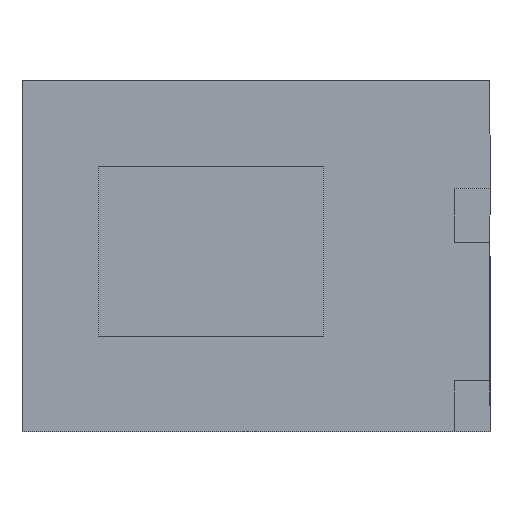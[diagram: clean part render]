
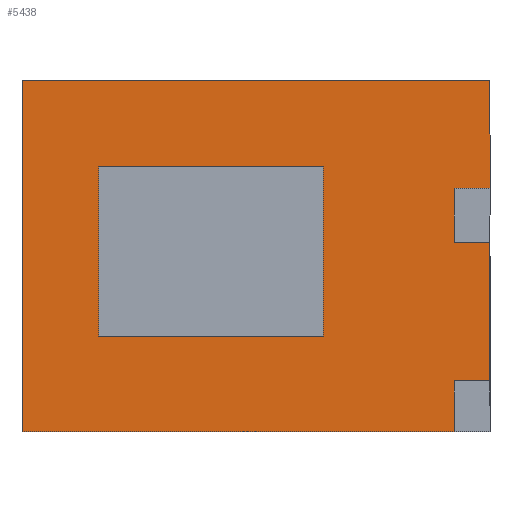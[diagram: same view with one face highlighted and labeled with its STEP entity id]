
A CAD part, left-side view. The second image highlights one B-rep face of the part: STEP entity #5438.
In plain terms, the highlighted planar face has unit normal (-1, 0, 0).
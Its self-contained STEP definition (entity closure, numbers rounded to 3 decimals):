
#512=FACE_BOUND('',#961,.T.);
#644=FACE_OUTER_BOUND('',#960,.T.);
#960=EDGE_LOOP('',(#4355,#4356,#4357,#4358,#4359,#4360,#4361,#4362,#4363,
#4364));
#961=EDGE_LOOP('',(#4365,#4366,#4367,#4368));
#1147=LINE('',#6583,#1656);
#1184=LINE('',#6657,#1693);
#1374=LINE('',#8154,#1883);
#1378=LINE('',#8161,#1887);
#1420=LINE('',#8740,#1929);
#1430=LINE('',#8759,#1939);
#1432=LINE('',#8763,#1941);
#1434=LINE('',#8768,#1943);
#1435=LINE('',#8769,#1944);
#1436=LINE('',#8771,#1945);
#1437=LINE('',#8772,#1946);
#1438=LINE('',#8773,#1947);
#1439=LINE('',#8775,#1948);
#1440=LINE('',#8776,#1949);
#1656=VECTOR('',#5781,10.);
#1693=VECTOR('',#5832,10.);
#1883=VECTOR('',#6122,10.);
#1887=VECTOR('',#6126,10.);
#1929=VECTOR('',#6186,10.);
#1939=VECTOR('',#6204,10.);
#1941=VECTOR('',#6208,10.);
#1943=VECTOR('',#6212,10.);
#1944=VECTOR('',#6213,10.);
#1945=VECTOR('',#6214,10.);
#1946=VECTOR('',#6215,10.);
#1947=VECTOR('',#6216,10.);
#1948=VECTOR('',#6217,10.);
#1949=VECTOR('',#6218,10.);
#2163=VERTEX_POINT('',#6579);
#2165=VERTEX_POINT('',#6582);
#2194=VERTEX_POINT('',#6655);
#2195=VERTEX_POINT('',#6656);
#2391=VERTEX_POINT('',#8151);
#2392=VERTEX_POINT('',#8153);
#2395=VERTEX_POINT('',#8160);
#2513=VERTEX_POINT('',#8738);
#2518=VERTEX_POINT('',#8757);
#2519=VERTEX_POINT('',#8762);
#2520=VERTEX_POINT('',#8766);
#2521=VERTEX_POINT('',#8767);
#2522=VERTEX_POINT('',#8770);
#2523=VERTEX_POINT('',#8774);
#2715=EDGE_CURVE('',#2165,#2163,#1147,.T.);
#2752=EDGE_CURVE('',#2194,#2195,#1184,.T.);
#3048=EDGE_CURVE('',#2391,#2392,#1374,.T.);
#3052=EDGE_CURVE('',#2395,#2195,#1378,.T.);
#3178=EDGE_CURVE('',#2513,#2194,#1420,.T.);
#3188=EDGE_CURVE('',#2518,#2513,#1430,.T.);
#3190=EDGE_CURVE('',#2519,#2165,#1432,.T.);
#3192=EDGE_CURVE('',#2520,#2521,#1434,.T.);
#3193=EDGE_CURVE('',#2521,#2395,#1435,.T.);
#3194=EDGE_CURVE('',#2518,#2522,#1436,.T.);
#3195=EDGE_CURVE('',#2392,#2522,#1437,.T.);
#3196=EDGE_CURVE('',#2391,#2520,#1438,.T.);
#3197=EDGE_CURVE('',#2523,#2163,#1439,.T.);
#3198=EDGE_CURVE('',#2523,#2519,#1440,.T.);
#4355=ORIENTED_EDGE('',*,*,#3192,.T.);
#4356=ORIENTED_EDGE('',*,*,#3193,.T.);
#4357=ORIENTED_EDGE('',*,*,#3052,.T.);
#4358=ORIENTED_EDGE('',*,*,#2752,.F.);
#4359=ORIENTED_EDGE('',*,*,#3178,.F.);
#4360=ORIENTED_EDGE('',*,*,#3188,.F.);
#4361=ORIENTED_EDGE('',*,*,#3194,.T.);
#4362=ORIENTED_EDGE('',*,*,#3195,.F.);
#4363=ORIENTED_EDGE('',*,*,#3048,.F.);
#4364=ORIENTED_EDGE('',*,*,#3196,.T.);
#4365=ORIENTED_EDGE('',*,*,#3197,.F.);
#4366=ORIENTED_EDGE('',*,*,#3198,.T.);
#4367=ORIENTED_EDGE('',*,*,#3190,.T.);
#4368=ORIENTED_EDGE('',*,*,#2715,.T.);
#5250=PLANE('',#5694);
#5438=ADVANCED_FACE('',(#644,#512),#5250,.T.);
#5694=AXIS2_PLACEMENT_3D('',#8765,#6210,#6211);
#5781=DIRECTION('',(0.,0.,-1.));
#5832=DIRECTION('',(0.,-1.,0.));
#6122=DIRECTION('',(0.,0.,-1.));
#6126=DIRECTION('',(0.,0.,1.));
#6186=DIRECTION('',(0.,0.,1.));
#6204=DIRECTION('',(0.,1.,0.));
#6208=DIRECTION('',(0.,-1.,0.));
#6210=DIRECTION('center_axis',(-1.,0.,0.));
#6211=DIRECTION('ref_axis',(0.,-1.,0.));
#6212=DIRECTION('',(0.,0.,1.));
#6213=DIRECTION('',(0.,-1.,0.));
#6214=DIRECTION('',(0.,0.,1.));
#6215=DIRECTION('',(0.,1.,0.));
#6216=DIRECTION('',(0.,1.,0.));
#6217=DIRECTION('',(0.,-1.,0.));
#6218=DIRECTION('',(0.,0.,1.));
#6579=CARTESIAN_POINT('',(7.,44.,21.));
#6582=CARTESIAN_POINT('',(7.,44.,59.));
#6583=CARTESIAN_POINT('',(7.,44.,10.));
#6655=CARTESIAN_POINT('',(7.,111.,78.));
#6656=CARTESIAN_POINT('',(7.,7.,78.));
#6657=CARTESIAN_POINT('',(7.,103.,78.));
#8151=CARTESIAN_POINT('',(7.,7.,42.));
#8153=CARTESIAN_POINT('',(7.,7.,11.25));
#8154=CARTESIAN_POINT('',(7.,7.,21.));
#8160=CARTESIAN_POINT('',(7.,7.,54.));
#8161=CARTESIAN_POINT('',(7.,7.,0.));
#8738=CARTESIAN_POINT('',(7.,111.,0.));
#8740=CARTESIAN_POINT('',(7.,111.,73.));
#8757=CARTESIAN_POINT('',(7.,15.,0.));
#8759=CARTESIAN_POINT('',(7.,103.,0.));
#8762=CARTESIAN_POINT('',(7.,94.,59.));
#8763=CARTESIAN_POINT('',(7.,85.,59.));
#8765=CARTESIAN_POINT('Origin',(7.,106.,0.));
#8766=CARTESIAN_POINT('',(7.,15.,42.));
#8767=CARTESIAN_POINT('',(7.,15.,54.));
#8768=CARTESIAN_POINT('',(7.,15.,25.));
#8769=CARTESIAN_POINT('',(7.,56.5,54.));
#8770=CARTESIAN_POINT('',(7.,15.,11.25));
#8771=CARTESIAN_POINT('',(7.,15.,25.));
#8772=CARTESIAN_POINT('',(7.,7.,11.25));
#8773=CARTESIAN_POINT('',(7.,7.,42.));
#8774=CARTESIAN_POINT('',(7.,94.,21.));
#8775=CARTESIAN_POINT('',(7.,100.,21.));
#8776=CARTESIAN_POINT('',(7.,94.,29.));
